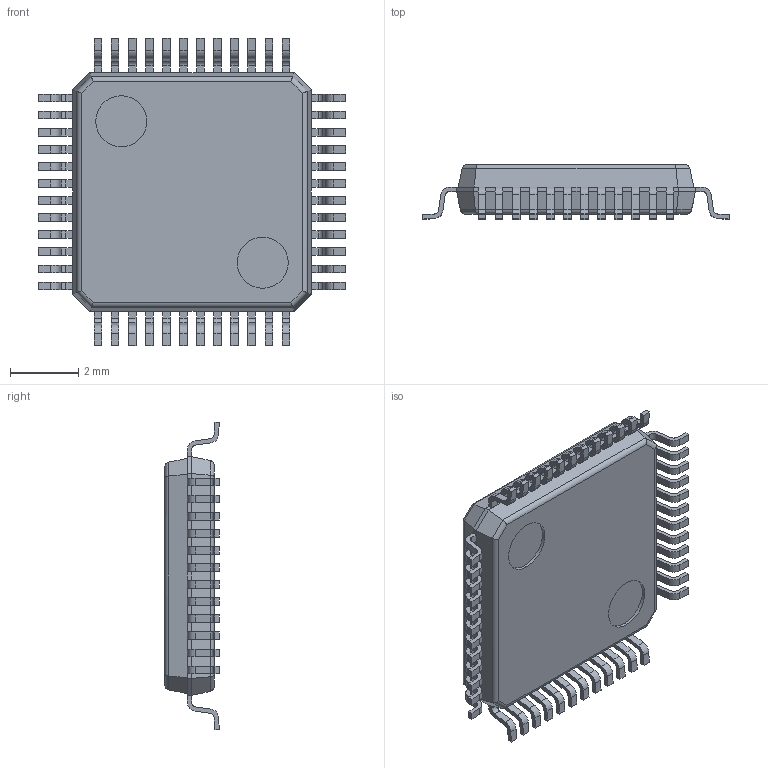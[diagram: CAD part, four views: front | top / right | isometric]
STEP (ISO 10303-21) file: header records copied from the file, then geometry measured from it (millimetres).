
FILE_DESCRIPTION (( 'STEP AP214' ), '1' );
FILE_NAME ('W5500.STEP', '2020-03-26T09:45:02', ( '' ), ( '' ), 'SwSTEP 2.0', 'SolidWorks 2017', '' );
FILE_SCHEMA (( 'AUTOMOTIVE_DESIGN' ));
Length unit declared in the file: millimetre
Products named in the file (1): W5500
Bounding box: 9 x 1.6 x 9 mm (x, y, z)
Volume: 68.6 mm3; surface area: 184.6 mm2
Topology: 50 solids, 50 shells, 728 faces, 1848 edges, 1224 vertices
Faces by surface type: plane 512, cylinder 216
Entity records: 22295 total; most frequent: CARTESIAN_POINT 3849, ORIENTED_EDGE 3696, DIRECTION 3690, EDGE_CURVE 1848, LINE 1432, VECTOR 1432, VERTEX_POINT 1224, AXIS2_PLACEMENT_3D 1129
